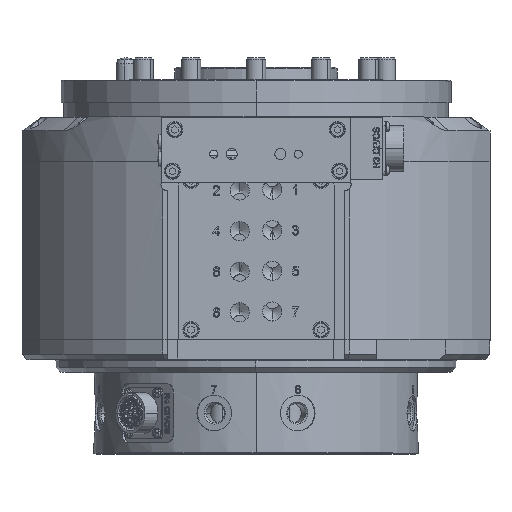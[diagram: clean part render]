
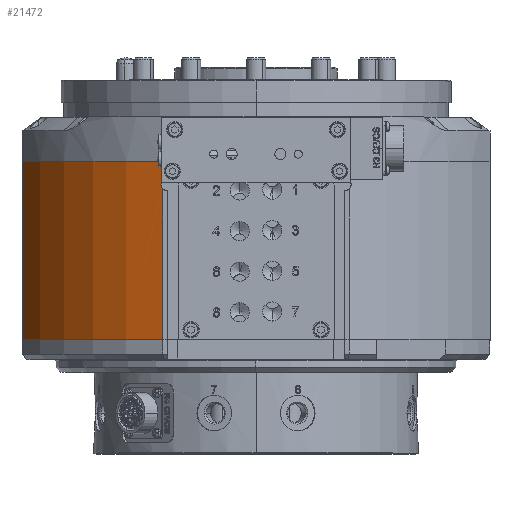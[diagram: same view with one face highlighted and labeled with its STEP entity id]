
A CAD part, top view. The second image highlights one B-rep face of the part: STEP entity #21472.
In plain terms, the highlighted cylindrical face has radius 155 mm (diameter 310 mm), a partial arc.
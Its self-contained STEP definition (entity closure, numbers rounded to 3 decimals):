
#2433 = ORIENTED_EDGE ( 'NONE', *, *, #48289, .T. ) ;
#2877 = CARTESIAN_POINT ( 'NONE',  ( -57.972, -66.302, 143.751 ) ) ;
#3334 = CARTESIAN_POINT ( 'NONE',  ( -57.529, -61.675, 143.929 ) ) ;
#4254 = DIRECTION ( 'NONE',  ( -1., 0., 0. ) ) ;
#10818 = FACE_OUTER_BOUND ( 'NONE', #26572, .T. ) ;
#13179 = CARTESIAN_POINT ( 'NONE',  ( -58.295, -65.591, 143.62 ) ) ;
#13238 = DIRECTION ( 'NONE',  ( 0., -1., 0. ) ) ;
#16974 = ORIENTED_EDGE ( 'NONE', *, *, #109086, .F. ) ;
#18240 = ORIENTED_EDGE ( 'NONE', *, *, #108019, .T. ) ;
#21472 = ADVANCED_FACE ( 'NONE', ( #10818 ), #34878, .T. ) ;
#22665 = VECTOR ( 'NONE', #103099, 1000. ) ;
#23479 = CARTESIAN_POINT ( 'NONE',  ( -58.473, -64.83, 143.547 ) ) ;
#24340 = VERTEX_POINT ( 'NONE', #64434 ) ;
#26572 = EDGE_LOOP ( 'NONE', ( #16974, #2433, #91184, #81595, #97595, #18240 ) ) ;
#28253 = VECTOR ( 'NONE', #78245, 1000. ) ;
#29670 = DIRECTION ( 'NONE',  ( 0., 1., 0. ) ) ;
#32237 = B_SPLINE_CURVE_WITH_KNOTS ( 'NONE', 3,
 ( #104908, #94623, #64160, #2877, #74373, #13179, #84698, #23479, #95058, #33817, #105359, #44089, #115664, #54356, #125933, #64600, #3334, #74809 ),
 .UNSPECIFIED., .F., .F.,
 ( 4, 2, 2, 2, 2, 2, 2, 2, 4 ),
 ( 0., 0.001, 0.002, 0.002, 0.003, 0.004, 0.005, 0.005, 0.006 ),
 .UNSPECIFIED. ) ;
#33817 = CARTESIAN_POINT ( 'NONE',  ( -58.5, -64.04, 143.537 ) ) ;
#34878 = CYLINDRICAL_SURFACE ( 'NONE', #85681, 155. ) ;
#39754 = LINE ( 'NONE', #64222, #118198 ) ;
#39907 = AXIS2_PLACEMENT_3D ( 'NONE', #46558, #118075, #56756 ) ;
#41756 = CARTESIAN_POINT ( 'NONE',  ( 0., -26.542, 0. ) ) ;
#42285 = CARTESIAN_POINT ( 'NONE',  ( -144., -26.542, 57.35 ) ) ;
#42904 = CIRCLE ( 'NONE', #39907, 155. ) ;
#44089 = CARTESIAN_POINT ( 'NONE',  ( -58.372, -63.261, 143.589 ) ) ;
#46558 = CARTESIAN_POINT ( 'NONE',  ( 0., -159.8, 0. ) ) ;
#47147 = AXIS2_PLACEMENT_3D ( 'NONE', #52950, #124514, #63183 ) ;
#48289 = EDGE_CURVE ( 'NONE', #76870, #24340, #32237, .T. ) ;
#52950 = CARTESIAN_POINT ( 'NONE',  ( 0., -50.3, 0. ) ) ;
#54356 = CARTESIAN_POINT ( 'NONE',  ( -58.098, -62.533, 143.7 ) ) ;
#56496 = EDGE_CURVE ( 'NONE', #81356, #24340, #39754, .T. ) ;
#56584 = CARTESIAN_POINT ( 'NONE',  ( -57.35, -50.3, 144. ) ) ;
#56756 = DIRECTION ( 'NONE',  ( -1., 0., 0. ) ) ;
#59752 = VERTEX_POINT ( 'NONE', #64926 ) ;
#63183 = DIRECTION ( 'NONE',  ( -1., 0., 0. ) ) ;
#64160 = CARTESIAN_POINT ( 'NONE',  ( -57.689, -66.728, 143.864 ) ) ;
#64222 = CARTESIAN_POINT ( 'NONE',  ( -57.35, -26.542, 144. ) ) ;
#64434 = CARTESIAN_POINT ( 'NONE',  ( -57.35, -61.493, 144. ) ) ;
#64600 = CARTESIAN_POINT ( 'NONE',  ( -57.69, -61.873, 143.864 ) ) ;
#64926 = CARTESIAN_POINT ( 'NONE',  ( -57.35, -159.8, 144. ) ) ;
#66641 = VERTEX_POINT ( 'NONE', #83081 ) ;
#72853 = EDGE_CURVE ( 'NONE', #66641, #129127, #128318, .T. ) ;
#74373 = CARTESIAN_POINT ( 'NONE',  ( -58.096, -66.071, 143.701 ) ) ;
#74809 = CARTESIAN_POINT ( 'NONE',  ( -57.35, -61.493, 144. ) ) ;
#76870 = VERTEX_POINT ( 'NONE', #95361 ) ;
#78245 = DIRECTION ( 'NONE',  ( 0., -1., 0. ) ) ;
#78432 = CIRCLE ( 'NONE', #47147, 155. ) ;
#81356 = VERTEX_POINT ( 'NONE', #56584 ) ;
#81595 = ORIENTED_EDGE ( 'NONE', *, *, #85944, .F. ) ;
#83081 = CARTESIAN_POINT ( 'NONE',  ( -144., -159.8, 57.35 ) ) ;
#84698 = CARTESIAN_POINT ( 'NONE',  ( -58.371, -65.343, 143.589 ) ) ;
#85681 = AXIS2_PLACEMENT_3D ( 'NONE', #41756, #29670, #4254 ) ;
#85944 = EDGE_CURVE ( 'NONE', #129127, #81356, #78432, .T. ) ;
#91184 = ORIENTED_EDGE ( 'NONE', *, *, #56496, .F. ) ;
#94623 = CARTESIAN_POINT ( 'NONE',  ( -57.529, -66.925, 143.929 ) ) ;
#95058 = CARTESIAN_POINT ( 'NONE',  ( -58.5, -64.564, 143.537 ) ) ;
#95361 = CARTESIAN_POINT ( 'NONE',  ( -57.35, -67.107, 144. ) ) ;
#97595 = ORIENTED_EDGE ( 'NONE', *, *, #72853, .F. ) ;
#101369 = CARTESIAN_POINT ( 'NONE',  ( -144., -50.3, 57.35 ) ) ;
#103099 = DIRECTION ( 'NONE',  ( 0., 1., 0. ) ) ;
#104908 = CARTESIAN_POINT ( 'NONE',  ( -57.35, -67.107, 144. ) ) ;
#105359 = CARTESIAN_POINT ( 'NONE',  ( -58.475, -63.779, 143.547 ) ) ;
#106672 = LINE ( 'NONE', #109196, #28253 ) ;
#108019 = EDGE_CURVE ( 'NONE', #66641, #59752, #42904, .T. ) ;
#109086 = EDGE_CURVE ( 'NONE', #76870, #59752, #106672, .T. ) ;
#109196 = CARTESIAN_POINT ( 'NONE',  ( -57.35, -26.542, 144. ) ) ;
#115664 = CARTESIAN_POINT ( 'NONE',  ( -58.296, -63.011, 143.62 ) ) ;
#118075 = DIRECTION ( 'NONE',  ( 0., 1., 0. ) ) ;
#118198 = VECTOR ( 'NONE', #13238, 1000. ) ;
#124514 = DIRECTION ( 'NONE',  ( 0., 1., 0. ) ) ;
#125933 = CARTESIAN_POINT ( 'NONE',  ( -57.974, -62.301, 143.75 ) ) ;
#128318 = LINE ( 'NONE', #42285, #22665 ) ;
#129127 = VERTEX_POINT ( 'NONE', #101369 ) ;
